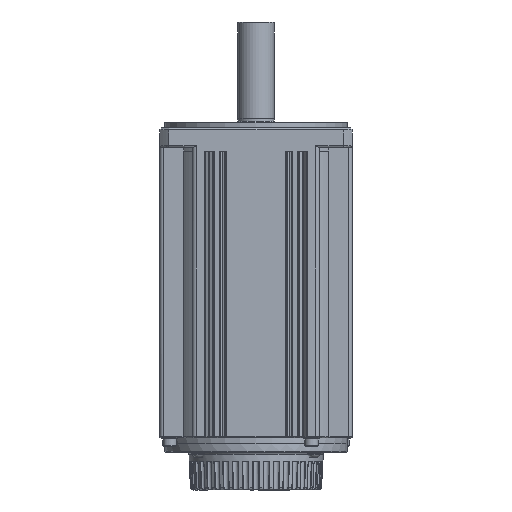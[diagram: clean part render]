
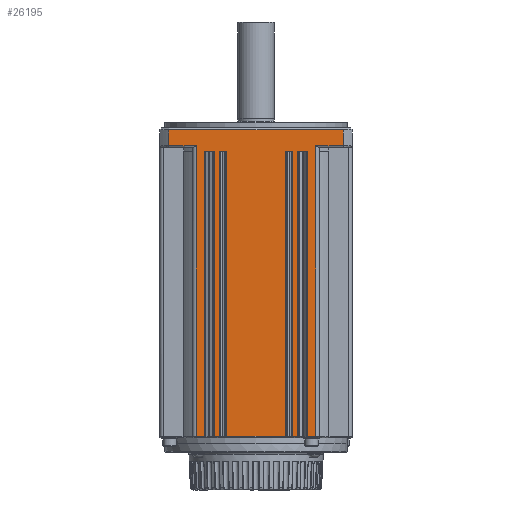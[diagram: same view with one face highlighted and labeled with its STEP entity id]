
A CAD part, left-side view. The second image highlights one B-rep face of the part: STEP entity #26195.
In plain terms, the highlighted planar face has unit normal (-1, 0, 0).
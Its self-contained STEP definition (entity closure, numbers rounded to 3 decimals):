
#10421=CARTESIAN_POINT('',(-50.,-177.346,28.25));
#10422=VERTEX_POINT('',#10421);
#10591=CARTESIAN_POINT('',(-50.,-163.,-122.7));
#10592=VERTEX_POINT('',#10591);
#10695=CARTESIAN_POINT('',(-50.,-158.525,-122.7));
#10696=VERTEX_POINT('',#10695);
#10919=CARTESIAN_POINT('',(-50.,-153.671,-122.7));
#10920=VERTEX_POINT('',#10919);
#10990=CARTESIAN_POINT('',(-50.,-150.864,-122.7));
#10991=VERTEX_POINT('',#10990);
#16719=CARTESIAN_POINT('',(-50.,-177.346,36.45));
#16720=VERTEX_POINT('',#16719);
#16728=CARTESIAN_POINT('',(-50.,-177.346,28.25));
#16729=DIRECTION('',(0.,0.,1.));
#16730=VECTOR('',#16729,8.2);
#16731=LINE('',#16728,#16730);
#16732=EDGE_CURVE('',#10422,#16720,#16731,.T.);
#16744=CARTESIAN_POINT('',(-50.,-163.,28.25));
#16745=VERTEX_POINT('',#16744);
#16746=CARTESIAN_POINT('',(-50.,-177.346,28.25));
#16747=DIRECTION('',(0.,1.,0.));
#16748=VECTOR('',#16747,14.346);
#16749=LINE('',#16746,#16748);
#16750=EDGE_CURVE('',#10422,#16745,#16749,.T.);
#16769=CARTESIAN_POINT('',(-50.,-163.,28.25));
#16770=DIRECTION('',(0.,0.,-1.));
#16771=VECTOR('',#16770,150.95);
#16772=LINE('',#16769,#16771);
#16773=EDGE_CURVE('',#16745,#10592,#16772,.T.);
#16790=CARTESIAN_POINT('',(-50.,-163.,-122.7));
#16791=DIRECTION('',(0.,1.,0.));
#16792=VECTOR('',#16791,4.475);
#16793=LINE('',#16790,#16792);
#16794=EDGE_CURVE('',#10592,#10696,#16793,.T.);
#16806=CARTESIAN_POINT('',(-50.,-158.525,25.45));
#16807=VERTEX_POINT('',#16806);
#16808=CARTESIAN_POINT('',(-50.,-158.525,-122.7));
#16809=DIRECTION('',(0.,0.,1.));
#16810=VECTOR('',#16809,148.15);
#16811=LINE('',#16808,#16810);
#16812=EDGE_CURVE('',#10696,#16807,#16811,.T.);
#16829=CARTESIAN_POINT('',(-50.,-153.671,25.45));
#16830=VERTEX_POINT('',#16829);
#16844=CARTESIAN_POINT('',(-50.,-158.525,25.45));
#16845=DIRECTION('',(0.,1.,0.));
#16846=VECTOR('',#16845,4.854);
#16847=LINE('',#16844,#16846);
#16848=EDGE_CURVE('',#16807,#16830,#16847,.T.);
#16858=CARTESIAN_POINT('',(-50.,-153.671,25.45));
#16859=DIRECTION('',(0.,0.,-1.));
#16860=VECTOR('',#16859,148.15);
#16861=LINE('',#16858,#16860);
#16862=EDGE_CURVE('',#16830,#10920,#16861,.T.);
#16883=CARTESIAN_POINT('',(-50.,-153.671,-122.7));
#16884=DIRECTION('',(0.,1.,0.));
#16885=VECTOR('',#16884,2.808);
#16886=LINE('',#16883,#16885);
#16887=EDGE_CURVE('',#10920,#10991,#16886,.T.);
#16899=CARTESIAN_POINT('',(-50.,-150.864,25.45));
#16900=VERTEX_POINT('',#16899);
#16901=CARTESIAN_POINT('',(-50.,-150.864,-122.7));
#16902=DIRECTION('',(0.,0.,1.));
#16903=VECTOR('',#16902,148.15);
#16904=LINE('',#16901,#16903);
#16905=EDGE_CURVE('',#10991,#16900,#16904,.T.);
#16922=CARTESIAN_POINT('',(-50.,-147.185,25.45));
#16923=VERTEX_POINT('',#16922);
#16937=CARTESIAN_POINT('',(-50.,-150.864,25.45));
#16938=DIRECTION('',(0.,1.,0.));
#16939=VECTOR('',#16938,3.678);
#16940=LINE('',#16937,#16939);
#16941=EDGE_CURVE('',#16900,#16923,#16940,.T.);
#16951=CARTESIAN_POINT('',(-50.,-147.185,-122.7));
#16952=VERTEX_POINT('',#16951);
#16953=CARTESIAN_POINT('',(-50.,-147.185,25.45));
#16954=DIRECTION('',(0.,0.,-1.));
#16955=VECTOR('',#16954,148.15);
#16956=LINE('',#16953,#16955);
#16957=EDGE_CURVE('',#16923,#16952,#16956,.T.);
#26055=CARTESIAN_POINT('',(-50.,-116.815,-122.7));
#26056=VERTEX_POINT('',#26055);
#26057=CARTESIAN_POINT('',(-50.,-147.185,-122.7));
#26058=DIRECTION('',(0.,1.,0.));
#26059=VECTOR('',#26058,30.371);
#26060=LINE('',#26057,#26059);
#26061=EDGE_CURVE('',#16952,#26056,#26060,.T.);
#26082=CARTESIAN_POINT('',(-50.,-132.,-43.125));
#26083=DIRECTION('',(0.,-1.,0.));
#26084=DIRECTION('',(-1.,0.,0.));
#26085=AXIS2_PLACEMENT_3D('',#26082,#26084,#26083);
#26086=PLANE('',#26085);
#26087=CARTESIAN_POINT('',(-50.,-86.654,36.45));
#26088=VERTEX_POINT('',#26087);
#26089=CARTESIAN_POINT('',(-50.,-86.654,36.45));
#26090=DIRECTION('',(0.,-1.,0.));
#26091=VECTOR('',#26090,90.692);
#26092=LINE('',#26089,#26091);
#26093=EDGE_CURVE('',#26088,#16720,#26092,.T.);
#26094=ORIENTED_EDGE('',*,*,#26093,.F.);
#26095=CARTESIAN_POINT('',(-50.,-86.654,28.25));
#26096=VERTEX_POINT('',#26095);
#26097=CARTESIAN_POINT('',(-50.,-86.654,36.45));
#26098=DIRECTION('',(0.,0.,-1.));
#26099=VECTOR('',#26098,8.2);
#26100=LINE('',#26097,#26099);
#26101=EDGE_CURVE('',#26088,#26096,#26100,.T.);
#26102=ORIENTED_EDGE('',*,*,#26101,.T.);
#26103=CARTESIAN_POINT('',(-50.,-101.,28.25));
#26104=VERTEX_POINT('',#26103);
#26105=CARTESIAN_POINT('',(-50.,-101.,28.25));
#26106=DIRECTION('',(0.,1.,0.));
#26107=VECTOR('',#26106,14.346);
#26108=LINE('',#26105,#26107);
#26109=EDGE_CURVE('',#26104,#26096,#26108,.T.);
#26110=ORIENTED_EDGE('',*,*,#26109,.F.);
#26111=CARTESIAN_POINT('',(-50.,-101.,-122.7));
#26112=VERTEX_POINT('',#26111);
#26113=CARTESIAN_POINT('',(-50.,-101.,-122.7));
#26114=DIRECTION('',(0.,0.,1.));
#26115=VECTOR('',#26114,150.95);
#26116=LINE('',#26113,#26115);
#26117=EDGE_CURVE('',#26112,#26104,#26116,.T.);
#26118=ORIENTED_EDGE('',*,*,#26117,.F.);
#26119=CARTESIAN_POINT('',(-50.,-105.475,-122.7));
#26120=VERTEX_POINT('',#26119);
#26121=CARTESIAN_POINT('',(-50.,-105.475,-122.7));
#26122=DIRECTION('',(0.,1.,0.));
#26123=VECTOR('',#26122,4.475);
#26124=LINE('',#26121,#26123);
#26125=EDGE_CURVE('',#26120,#26112,#26124,.T.);
#26126=ORIENTED_EDGE('',*,*,#26125,.F.);
#26127=CARTESIAN_POINT('',(-50.,-105.475,25.45));
#26128=VERTEX_POINT('',#26127);
#26129=CARTESIAN_POINT('',(-50.,-105.475,25.45));
#26130=DIRECTION('',(0.,0.,-1.));
#26131=VECTOR('',#26130,148.15);
#26132=LINE('',#26129,#26131);
#26133=EDGE_CURVE('',#26128,#26120,#26132,.T.);
#26134=ORIENTED_EDGE('',*,*,#26133,.F.);
#26135=CARTESIAN_POINT('',(-50.,-110.329,25.45));
#26136=VERTEX_POINT('',#26135);
#26137=CARTESIAN_POINT('',(-50.,-110.329,25.45));
#26138=DIRECTION('',(0.,1.,0.));
#26139=VECTOR('',#26138,4.854);
#26140=LINE('',#26137,#26139);
#26141=EDGE_CURVE('',#26136,#26128,#26140,.T.);
#26142=ORIENTED_EDGE('',*,*,#26141,.F.);
#26143=CARTESIAN_POINT('',(-50.,-110.329,-122.7));
#26144=VERTEX_POINT('',#26143);
#26145=CARTESIAN_POINT('',(-50.,-110.329,-122.7));
#26146=DIRECTION('',(0.,0.,1.));
#26147=VECTOR('',#26146,148.15);
#26148=LINE('',#26145,#26147);
#26149=EDGE_CURVE('',#26144,#26136,#26148,.T.);
#26150=ORIENTED_EDGE('',*,*,#26149,.F.);
#26151=CARTESIAN_POINT('',(-50.,-113.136,-122.7));
#26152=VERTEX_POINT('',#26151);
#26153=CARTESIAN_POINT('',(-50.,-113.136,-122.7));
#26154=DIRECTION('',(0.,1.,0.));
#26155=VECTOR('',#26154,2.808);
#26156=LINE('',#26153,#26155);
#26157=EDGE_CURVE('',#26152,#26144,#26156,.T.);
#26158=ORIENTED_EDGE('',*,*,#26157,.F.);
#26159=CARTESIAN_POINT('',(-50.,-113.136,25.45));
#26160=VERTEX_POINT('',#26159);
#26161=CARTESIAN_POINT('',(-50.,-113.136,25.45));
#26162=DIRECTION('',(0.,0.,-1.));
#26163=VECTOR('',#26162,148.15);
#26164=LINE('',#26161,#26163);
#26165=EDGE_CURVE('',#26160,#26152,#26164,.T.);
#26166=ORIENTED_EDGE('',*,*,#26165,.F.);
#26167=CARTESIAN_POINT('',(-50.,-116.815,25.45));
#26168=VERTEX_POINT('',#26167);
#26169=CARTESIAN_POINT('',(-50.,-116.815,25.45));
#26170=DIRECTION('',(0.,1.,0.));
#26171=VECTOR('',#26170,3.678);
#26172=LINE('',#26169,#26171);
#26173=EDGE_CURVE('',#26168,#26160,#26172,.T.);
#26174=ORIENTED_EDGE('',*,*,#26173,.F.);
#26175=CARTESIAN_POINT('',(-50.,-116.815,-122.7));
#26176=DIRECTION('',(0.,0.,1.));
#26177=VECTOR('',#26176,148.15);
#26178=LINE('',#26175,#26177);
#26179=EDGE_CURVE('',#26056,#26168,#26178,.T.);
#26180=ORIENTED_EDGE('',*,*,#26179,.F.);
#26181=ORIENTED_EDGE('',*,*,#26061,.F.);
#26182=ORIENTED_EDGE('',*,*,#16957,.F.);
#26183=ORIENTED_EDGE('',*,*,#16941,.F.);
#26184=ORIENTED_EDGE('',*,*,#16905,.F.);
#26185=ORIENTED_EDGE('',*,*,#16887,.F.);
#26186=ORIENTED_EDGE('',*,*,#16862,.F.);
#26187=ORIENTED_EDGE('',*,*,#16848,.F.);
#26188=ORIENTED_EDGE('',*,*,#16812,.F.);
#26189=ORIENTED_EDGE('',*,*,#16794,.F.);
#26190=ORIENTED_EDGE('',*,*,#16773,.F.);
#26191=ORIENTED_EDGE('',*,*,#16750,.F.);
#26192=ORIENTED_EDGE('',*,*,#16732,.T.);
#26193=EDGE_LOOP('',(#26094,#26102,#26110,#26118,#26126,#26134,#26142,#26150,#26158,#26166,#26174,#26180,#26181,#26182,#26183,#26184,#26185,#26186,#26187,#26188,#26189,#26190,#26191,#26192));
#26194=FACE_OUTER_BOUND('',#26193,.T.);
#26195=ADVANCED_FACE('',(#26194),#26086,.T.);
